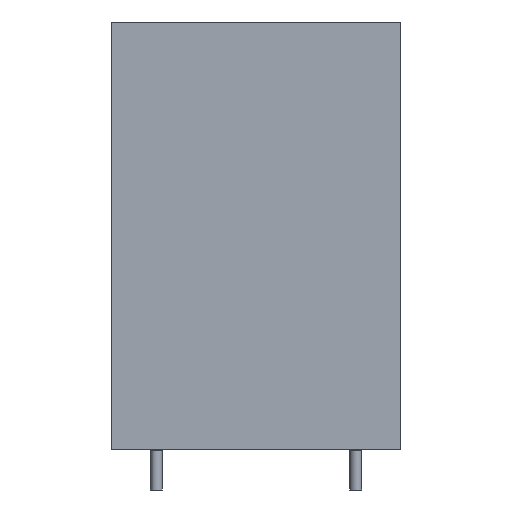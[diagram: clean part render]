
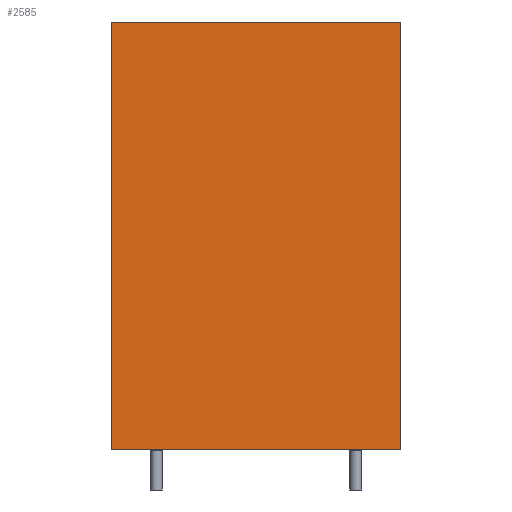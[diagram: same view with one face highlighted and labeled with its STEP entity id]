
A CAD part, left-side view. The second image highlights one B-rep face of the part: STEP entity #2585.
In plain terms, the highlighted planar face has unit normal (-1, 0, 0).
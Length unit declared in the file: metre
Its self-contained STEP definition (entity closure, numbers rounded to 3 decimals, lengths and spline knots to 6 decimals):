
#254=LINE('',#4871,#457);
#262=LINE('',#4887,#465);
#263=LINE('',#4889,#466);
#264=LINE('',#4890,#467);
#457=VECTOR('',#3089,1.);
#465=VECTOR('',#3101,1.);
#466=VECTOR('',#3104,1.);
#467=VECTOR('',#3105,1.);
#552=PLANE('',#2696);
#963=ORIENTED_EDGE('',*,*,#1293,.T.);
#964=ORIENTED_EDGE('',*,*,#1292,.F.);
#965=ORIENTED_EDGE('',*,*,#1294,.F.);
#966=ORIENTED_EDGE('',*,*,#1284,.T.);
#1284=EDGE_CURVE('',#1457,#1456,#254,.T.);
#1292=EDGE_CURVE('',#1462,#1461,#262,.T.);
#1293=EDGE_CURVE('',#1456,#1461,#263,.T.);
#1294=EDGE_CURVE('',#1457,#1462,#264,.T.);
#1456=VERTEX_POINT('',#4870);
#1457=VERTEX_POINT('',#4872);
#1461=VERTEX_POINT('',#4884);
#1462=VERTEX_POINT('',#4886);
#1592=EDGE_LOOP('',(#963,#964,#965,#966));
#1721=FACE_BOUND('',#1592,.T.);
#2585=ADVANCED_FACE('',(#1721),#552,.F.);
#2696=AXIS2_PLACEMENT_3D('',#4888,#3102,#3103);
#3089=DIRECTION('',(0.,0.,-1.));
#3101=DIRECTION('',(0.,0.,-1.));
#3102=DIRECTION('',(1.,0.,0.));
#3103=DIRECTION('',(0.,0.,-1.));
#3104=DIRECTION('',(0.,-1.,0.));
#3105=DIRECTION('',(0.,-1.,0.));
#4870=CARTESIAN_POINT('',(-0.0285,0.02175,-0.01475));
#4871=CARTESIAN_POINT('',(-0.0285,0.02175,0.01475));
#4872=CARTESIAN_POINT('',(-0.0285,0.02175,0.01475));
#4884=CARTESIAN_POINT('',(-0.0285,-0.02175,-0.01475));
#4886=CARTESIAN_POINT('',(-0.0285,-0.02175,0.01475));
#4887=CARTESIAN_POINT('',(-0.0285,-0.02175,0.01475));
#4888=CARTESIAN_POINT('',(-0.0285,0.02175,0.01475));
#4889=CARTESIAN_POINT('',(-0.0285,0.02175,-0.01475));
#4890=CARTESIAN_POINT('',(-0.0285,0.02175,0.01475));
